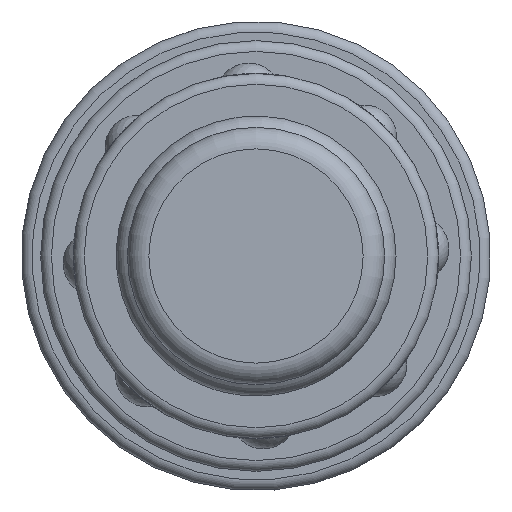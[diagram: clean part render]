
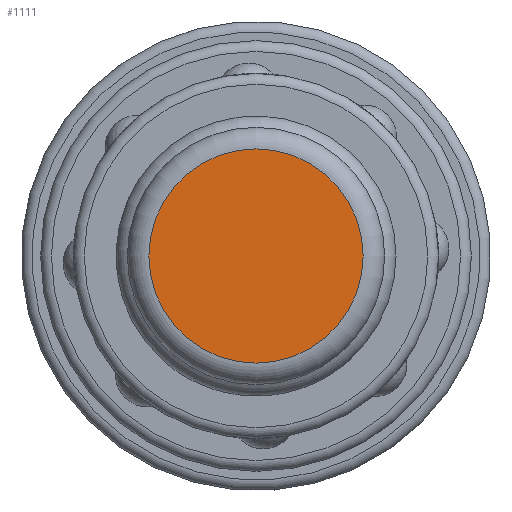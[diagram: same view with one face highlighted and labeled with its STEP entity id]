
A CAD part, left-side view. The second image highlights one B-rep face of the part: STEP entity #1111.
In plain terms, the highlighted planar face has unit normal (-1, 0, 0).
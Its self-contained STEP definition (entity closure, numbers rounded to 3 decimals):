
#188=FACE_OUTER_BOUND('',#265,.T.);
#265=EDGE_LOOP('',(#742));
#360=CIRCLE('',#1223,4.975);
#457=VERTEX_POINT('',#1803);
#569=EDGE_CURVE('',#457,#457,#360,.T.);
#742=ORIENTED_EDGE('',*,*,#569,.F.);
#1011=PLANE('',#1224);
#1111=ADVANCED_FACE('',(#188),#1011,.T.);
#1223=AXIS2_PLACEMENT_3D('',#1805,#1437,#1438);
#1224=AXIS2_PLACEMENT_3D('',#1806,#1439,#1440);
#1437=DIRECTION('center_axis',(1.,0.,0.));
#1438=DIRECTION('ref_axis',(0.,0.,-1.));
#1439=DIRECTION('center_axis',(-1.,0.,0.));
#1440=DIRECTION('ref_axis',(0.,0.,1.));
#1803=CARTESIAN_POINT('',(0.,0.,4.975));
#1805=CARTESIAN_POINT('Origin',(0.,0.,0.));
#1806=CARTESIAN_POINT('Origin',(0.,4.975,0.));
